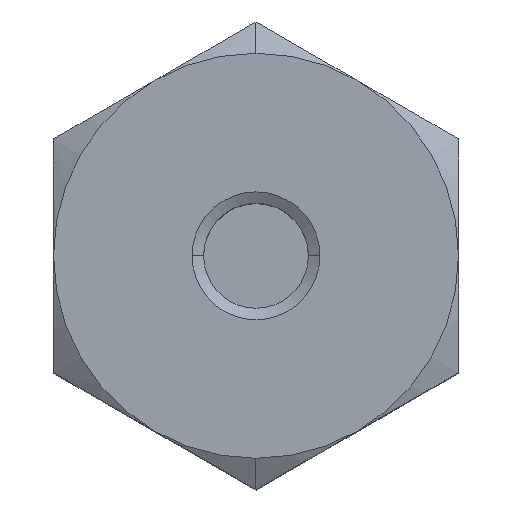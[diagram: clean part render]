
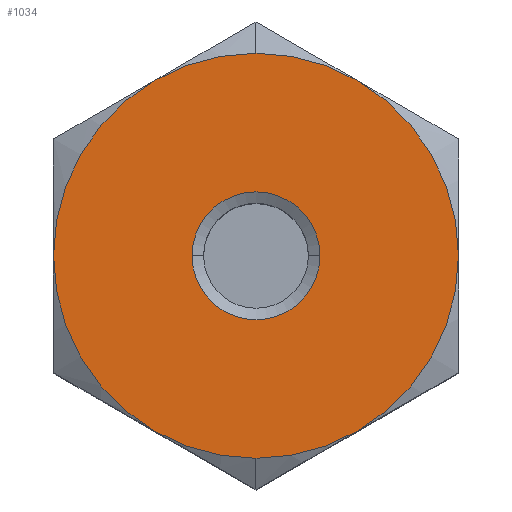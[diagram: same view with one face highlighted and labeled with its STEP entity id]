
A CAD part, top view. The second image highlights one B-rep face of the part: STEP entity #1034.
In plain terms, the highlighted planar face has unit normal (0, 0, 1).
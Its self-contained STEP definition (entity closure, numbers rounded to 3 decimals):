
#580=VERTEX_POINT('',#1540);
#590=VERTEX_POINT('',#1551);
#622=EDGE_CURVE('',#1194,#1074,#1589,.T.);
#652=EDGE_CURVE('',#590,#962,#1623,.T.);
#718=EDGE_CURVE('',#1320,#1242,#1693,.T.);
#960=EDGE_CURVE('',#1396,#1194,#1959,.T.);
#962=VERTEX_POINT('',#1961);
#1006=VERTEX_POINT('',#2010);
#1034=ADVANCED_FACE('',(#2039,#2040),#2041,.T.);
#1054=EDGE_CURVE('',#580,#1136,#2063,.T.);
#1058=EDGE_CURVE('',#1242,#1396,#2067,.T.);
#1074=VERTEX_POINT('',#2085);
#1136=VERTEX_POINT('',#2155);
#1168=EDGE_CURVE('',#1074,#1006,#2192,.T.);
#1194=VERTEX_POINT('',#2221);
#1206=EDGE_CURVE('',#962,#1320,#2235,.T.);
#1242=VERTEX_POINT('',#2277);
#1320=VERTEX_POINT('',#2369);
#1396=VERTEX_POINT('',#2457);
#1398=EDGE_CURVE('',#1006,#590,#2459,.T.);
#1432=EDGE_CURVE('',#1136,#580,#2494,.T.);
#1540=CARTESIAN_POINT('',(-3.,0.,0.));
#1551=CARTESIAN_POINT('',(-4.75,-8.227,0.));
#1589=CIRCLE('',#2754,9.5);
#1623=CIRCLE('',#2817,9.5);
#1693=CIRCLE('',#2934,9.5);
#1959=CIRCLE('',#3488,9.5);
#1961=CARTESIAN_POINT('',(-9.5,0.,0.));
#2010=CARTESIAN_POINT('',(0.,-9.5,0.));
#2039=FACE_BOUND('',#3660,.T.);
#2040=FACE_OUTER_BOUND('',#3661,.T.);
#2041=PLANE('',#3662);
#2063=CIRCLE('',#3702,3.0);
#2067=CIRCLE('',#3707,9.5);
#2085=CARTESIAN_POINT('',(4.75,-8.227,0.));
#2155=CARTESIAN_POINT('',(3.,0.,0.));
#2192=CIRCLE('',#3923,9.5);
#2221=CARTESIAN_POINT('',(9.5,0.,0.));
#2235=CIRCLE('',#4007,9.5);
#2277=CARTESIAN_POINT('',(0.,9.5,0.));
#2369=CARTESIAN_POINT('',(-4.75,8.227,0.));
#2457=CARTESIAN_POINT('',(4.75,8.227,0.));
#2459=CIRCLE('',#4421,9.5);
#2494=CIRCLE('',#4498,3.0);
#2754=AXIS2_PLACEMENT_3D('',#4656,#4657,#4658);
#2817=AXIS2_PLACEMENT_3D('',#4697,#4698,#4699);
#2934=AXIS2_PLACEMENT_3D('',#4767,#4768,#4769);
#3488=AXIS2_PLACEMENT_3D('',#5034,#5035,#5036);
#3660=EDGE_LOOP('',(#5097,#5098));
#3661=EDGE_LOOP('',(#5099,#5100,#5101,#5102,#5103,#5104,#5105,#5106));
#3662=AXIS2_PLACEMENT_3D('',#5107,#5108,#5109);
#3702=AXIS2_PLACEMENT_3D('',#5138,#5139,#5140);
#3707=AXIS2_PLACEMENT_3D('',#5141,#5142,#5143);
#3923=AXIS2_PLACEMENT_3D('',#5303,#5304,#5305);
#4007=AXIS2_PLACEMENT_3D('',#5354,#5355,#5356);
#4421=AXIS2_PLACEMENT_3D('',#5664,#5665,#5666);
#4498=AXIS2_PLACEMENT_3D('',#5697,#5698,#5699);
#4656=CARTESIAN_POINT('',(0.,0.,0.0));
#4657=DIRECTION('',(0.,0.,-1.0));
#4658=DIRECTION('',(0.,1.0,0.));
#4697=CARTESIAN_POINT('',(0.,0.,0.0));
#4698=DIRECTION('',(0.,0.,-1.0));
#4699=DIRECTION('',(0.,1.0,0.));
#4767=CARTESIAN_POINT('',(0.,0.,0.0));
#4768=DIRECTION('',(0.,0.,-1.0));
#4769=DIRECTION('',(0.,1.0,0.));
#5034=CARTESIAN_POINT('',(0.,0.,0.0));
#5035=DIRECTION('',(0.,0.,-1.0));
#5036=DIRECTION('',(0.,1.0,0.));
#5097=ORIENTED_EDGE('',*,*,#1054,.T.);
#5098=ORIENTED_EDGE('',*,*,#1432,.T.);
#5099=ORIENTED_EDGE('',*,*,#718,.F.);
#5100=ORIENTED_EDGE('',*,*,#1206,.F.);
#5101=ORIENTED_EDGE('',*,*,#652,.F.);
#5102=ORIENTED_EDGE('',*,*,#1398,.F.);
#5103=ORIENTED_EDGE('',*,*,#1168,.F.);
#5104=ORIENTED_EDGE('',*,*,#622,.F.);
#5105=ORIENTED_EDGE('',*,*,#960,.F.);
#5106=ORIENTED_EDGE('',*,*,#1058,.F.);
#5107=CARTESIAN_POINT('',(0.,5.98,0.));
#5108=DIRECTION('',(0.,0.,1.0));
#5109=DIRECTION('',(0.,1.0,0.));
#5138=CARTESIAN_POINT('',(0.,0.,0.));
#5139=DIRECTION('',(0.,0.,-1.0));
#5140=DIRECTION('',(-1.0,0.,0.));
#5141=CARTESIAN_POINT('',(0.,0.,0.0));
#5142=DIRECTION('',(0.,0.,-1.0));
#5143=DIRECTION('',(0.,1.0,0.));
#5303=CARTESIAN_POINT('',(0.,0.,0.0));
#5304=DIRECTION('',(0.,0.,-1.0));
#5305=DIRECTION('',(0.,1.0,0.));
#5354=CARTESIAN_POINT('',(0.,0.,0.0));
#5355=DIRECTION('',(0.,0.,-1.0));
#5356=DIRECTION('',(0.,1.0,0.));
#5664=CARTESIAN_POINT('',(0.,0.,0.0));
#5665=DIRECTION('',(0.,0.,-1.0));
#5666=DIRECTION('',(0.,1.0,0.));
#5697=CARTESIAN_POINT('',(0.,0.,0.));
#5698=DIRECTION('',(0.,0.,-1.0));
#5699=DIRECTION('',(-1.0,0.,0.));
